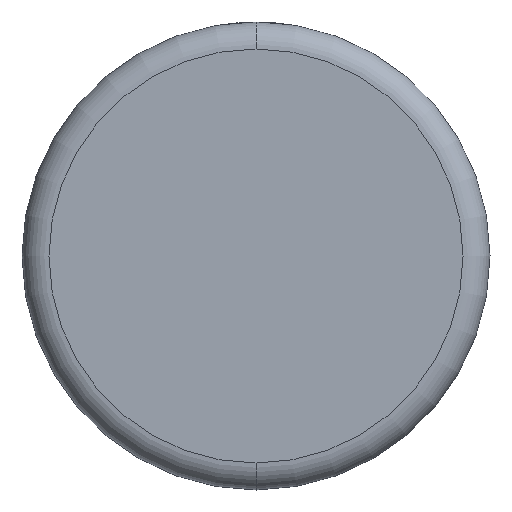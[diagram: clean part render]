
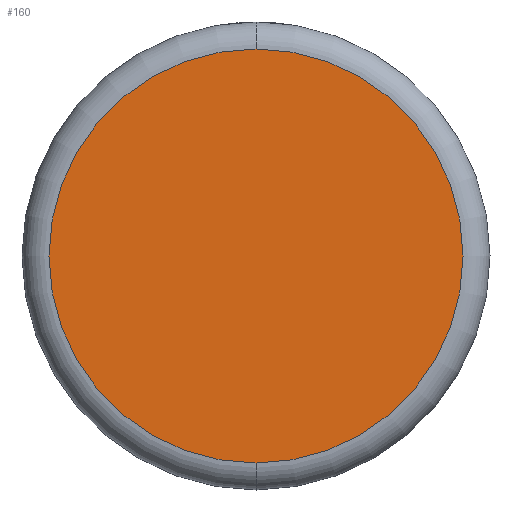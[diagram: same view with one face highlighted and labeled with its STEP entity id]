
A CAD part, front view. The second image highlights one B-rep face of the part: STEP entity #160.
In plain terms, the highlighted planar face has unit normal (0, -1, 0).
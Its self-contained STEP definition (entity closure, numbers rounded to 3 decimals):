
#101 = CARTESIAN_POINT ( 'NONE',  ( 0., 0., -18.138 ) ) ;
#160 = ADVANCED_FACE ( 'NONE', ( #1303 ), #965, .F. ) ;
#306 = EDGE_CURVE ( 'NONE', #385, #4597, #3430, .T. ) ;
#385 = VERTEX_POINT ( 'NONE', #101 ) ;
#539 = AXIS2_PLACEMENT_3D ( 'NONE', #3191, #730, #1090 ) ;
#653 = EDGE_CURVE ( 'NONE', #4597, #385, #4098, .T. ) ;
#730 = DIRECTION ( 'NONE',  ( 0., -1., 0. ) ) ;
#965 = PLANE ( 'NONE',  #1278 ) ;
#1090 = DIRECTION ( 'NONE',  ( 0., 0., 1. ) ) ;
#1278 = AXIS2_PLACEMENT_3D ( 'NONE', #1696, #2044, #2407 ) ;
#1303 = FACE_OUTER_BOUND ( 'NONE', #4679, .T. ) ;
#1696 = CARTESIAN_POINT ( 'NONE',  ( 0., 0., 0. ) ) ;
#1944 = CARTESIAN_POINT ( 'NONE',  ( 0., 0., 18.138 ) ) ;
#2044 = DIRECTION ( 'NONE',  ( 0., 1., 0. ) ) ;
#2407 = DIRECTION ( 'NONE',  ( 0., 0., 1. ) ) ;
#2447 = DIRECTION ( 'NONE',  ( 0., -1., 0. ) ) ;
#2693 = AXIS2_PLACEMENT_3D ( 'NONE', #4218, #2447, #2804 ) ;
#2804 = DIRECTION ( 'NONE',  ( 0., 0., 1. ) ) ;
#3191 = CARTESIAN_POINT ( 'NONE',  ( 0., 0., 0. ) ) ;
#3197 = ORIENTED_EDGE ( 'NONE', *, *, #653, .T. ) ;
#3430 = CIRCLE ( 'NONE', #539, 18.138 ) ;
#3906 = ORIENTED_EDGE ( 'NONE', *, *, #306, .T. ) ;
#4098 = CIRCLE ( 'NONE', #2693, 18.138 ) ;
#4218 = CARTESIAN_POINT ( 'NONE',  ( 0., 0., 0. ) ) ;
#4597 = VERTEX_POINT ( 'NONE', #1944 ) ;
#4679 = EDGE_LOOP ( 'NONE', ( #3197, #3906 ) ) ;
